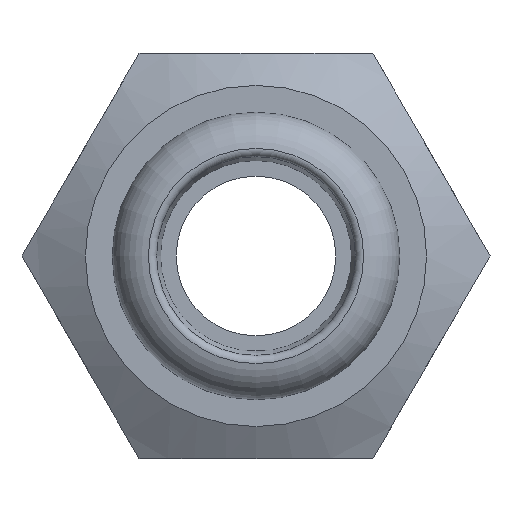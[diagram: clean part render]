
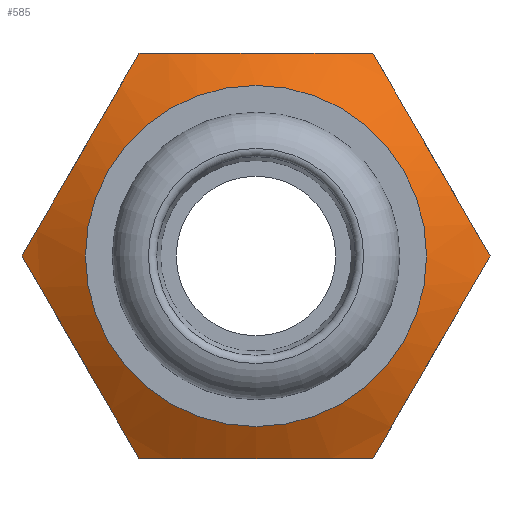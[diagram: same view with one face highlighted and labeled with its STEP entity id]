
A CAD part, front view. The second image highlights one B-rep face of the part: STEP entity #585.
In plain terms, the highlighted conical face has half-angle 60 degrees and reference radius 16.735 mm.
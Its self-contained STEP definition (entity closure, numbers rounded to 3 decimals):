
#15=(
BOUNDED_CURVE()
B_SPLINE_CURVE(2,(#973,#974,#975),.UNSPECIFIED.,.F.,.F.)
B_SPLINE_CURVE_WITH_KNOTS((3,3),(0.24,2.204),
 .UNSPECIFIED.)
CURVE()
GEOMETRIC_REPRESENTATION_ITEM()
RATIONAL_B_SPLINE_CURVE((1.044,1.206,1.044))
REPRESENTATION_ITEM('')
);
#18=(
BOUNDED_CURVE()
B_SPLINE_CURVE(2,(#988,#989,#990),.UNSPECIFIED.,.F.,.F.)
B_SPLINE_CURVE_WITH_KNOTS((3,3),(0.24,2.204),
 .UNSPECIFIED.)
CURVE()
GEOMETRIC_REPRESENTATION_ITEM()
RATIONAL_B_SPLINE_CURVE((1.044,1.206,1.044))
REPRESENTATION_ITEM('')
);
#21=(
BOUNDED_CURVE()
B_SPLINE_CURVE(2,(#1001,#1002,#1003),.UNSPECIFIED.,.F.,.F.)
B_SPLINE_CURVE_WITH_KNOTS((3,3),(0.24,2.204),
 .UNSPECIFIED.)
CURVE()
GEOMETRIC_REPRESENTATION_ITEM()
RATIONAL_B_SPLINE_CURVE((1.044,1.206,1.044))
REPRESENTATION_ITEM('')
);
#24=(
BOUNDED_CURVE()
B_SPLINE_CURVE(2,(#1014,#1015,#1016),.UNSPECIFIED.,.F.,.F.)
B_SPLINE_CURVE_WITH_KNOTS((3,3),(0.24,2.204),
 .UNSPECIFIED.)
CURVE()
GEOMETRIC_REPRESENTATION_ITEM()
RATIONAL_B_SPLINE_CURVE((1.044,1.206,1.044))
REPRESENTATION_ITEM('')
);
#27=(
BOUNDED_CURVE()
B_SPLINE_CURVE(2,(#1027,#1028,#1029),.UNSPECIFIED.,.F.,.F.)
B_SPLINE_CURVE_WITH_KNOTS((3,3),(0.24,2.204),
 .UNSPECIFIED.)
CURVE()
GEOMETRIC_REPRESENTATION_ITEM()
RATIONAL_B_SPLINE_CURVE((1.044,1.206,1.044))
REPRESENTATION_ITEM('')
);
#30=(
BOUNDED_CURVE()
B_SPLINE_CURVE(2,(#1040,#1041,#1042),.UNSPECIFIED.,.F.,.F.)
B_SPLINE_CURVE_WITH_KNOTS((3,3),(0.24,1.222),
 .UNSPECIFIED.)
CURVE()
GEOMETRIC_REPRESENTATION_ITEM()
RATIONAL_B_SPLINE_CURVE((1.044,1.125,1.125))
REPRESENTATION_ITEM('')
);
#33=(
BOUNDED_CURVE()
B_SPLINE_CURVE(2,(#1049,#1050,#1051),.UNSPECIFIED.,.F.,.F.)
B_SPLINE_CURVE_WITH_KNOTS((3,3),(1.222,2.204),
 .UNSPECIFIED.)
CURVE()
GEOMETRIC_REPRESENTATION_ITEM()
RATIONAL_B_SPLINE_CURVE((1.125,1.125,1.044))
REPRESENTATION_ITEM('')
);
#41=CONICAL_SURFACE('',#669,16.735,1.047);
#61=LINE('',#1058,#84);
#84=VECTOR('',#823,16.735);
#132=FACE_OUTER_BOUND('',#166,.T.);
#166=EDGE_LOOP('',(#496,#497,#498,#499,#500,#501,#502,#503,#504,#505,#506));
#185=CIRCLE('',#624,13.47);
#186=CIRCLE('',#625,13.47);
#232=VERTEX_POINT('',#895);
#233=VERTEX_POINT('',#896);
#262=VERTEX_POINT('',#971);
#263=VERTEX_POINT('',#972);
#266=VERTEX_POINT('',#987);
#268=VERTEX_POINT('',#1000);
#270=VERTEX_POINT('',#1013);
#272=VERTEX_POINT('',#1026);
#274=VERTEX_POINT('',#1039);
#295=EDGE_CURVE('',#232,#233,#185,.T.);
#296=EDGE_CURVE('',#233,#232,#186,.T.);
#332=EDGE_CURVE('',#262,#263,#15,.T.);
#337=EDGE_CURVE('',#263,#266,#18,.T.);
#341=EDGE_CURVE('',#268,#262,#21,.T.);
#345=EDGE_CURVE('',#266,#270,#24,.T.);
#349=EDGE_CURVE('',#270,#272,#27,.T.);
#353=EDGE_CURVE('',#272,#274,#30,.T.);
#356=EDGE_CURVE('',#274,#268,#33,.T.);
#357=EDGE_CURVE('',#274,#233,#61,.T.);
#496=ORIENTED_EDGE('',*,*,#345,.T.);
#497=ORIENTED_EDGE('',*,*,#349,.T.);
#498=ORIENTED_EDGE('',*,*,#353,.T.);
#499=ORIENTED_EDGE('',*,*,#357,.T.);
#500=ORIENTED_EDGE('',*,*,#296,.T.);
#501=ORIENTED_EDGE('',*,*,#295,.T.);
#502=ORIENTED_EDGE('',*,*,#357,.F.);
#503=ORIENTED_EDGE('',*,*,#356,.T.);
#504=ORIENTED_EDGE('',*,*,#341,.T.);
#505=ORIENTED_EDGE('',*,*,#332,.T.);
#506=ORIENTED_EDGE('',*,*,#337,.T.);
#585=ADVANCED_FACE('',(#132),#41,.T.);
#624=AXIS2_PLACEMENT_3D('',#897,#714,#715);
#625=AXIS2_PLACEMENT_3D('',#898,#716,#717);
#669=AXIS2_PLACEMENT_3D('',#1057,#821,#822);
#714=DIRECTION('center_axis',(0.,1.,0.));
#715=DIRECTION('ref_axis',(1.,0.,0.));
#716=DIRECTION('center_axis',(0.,1.,0.));
#717=DIRECTION('ref_axis',(1.,0.,0.));
#821=DIRECTION('center_axis',(0.,1.,0.));
#822=DIRECTION('ref_axis',(0.,0.,1.));
#823=DIRECTION('',(0.,-0.5,0.866));
#895=CARTESIAN_POINT('',(0.,19.,13.47));
#896=CARTESIAN_POINT('',(0.,19.,-13.47));
#897=CARTESIAN_POINT('Origin',(0.,19.,0.));
#898=CARTESIAN_POINT('Origin',(0.,19.,0.));
#971=CARTESIAN_POINT('',(18.475,21.89,0.));
#972=CARTESIAN_POINT('',(9.238,21.89,16.));
#973=CARTESIAN_POINT('Ctrl Pts',(18.475,21.89,0.));
#974=CARTESIAN_POINT('Ctrl Pts',(13.856,19.223,8.));
#975=CARTESIAN_POINT('Ctrl Pts',(9.238,21.89,16.));
#987=CARTESIAN_POINT('',(-9.238,21.89,16.));
#988=CARTESIAN_POINT('Ctrl Pts',(9.238,21.89,16.));
#989=CARTESIAN_POINT('Ctrl Pts',(0.,19.223,
16.));
#990=CARTESIAN_POINT('Ctrl Pts',(-9.238,21.89,16.));
#1000=CARTESIAN_POINT('',(9.238,21.89,-16.));
#1001=CARTESIAN_POINT('Ctrl Pts',(9.238,21.89,-16.));
#1002=CARTESIAN_POINT('Ctrl Pts',(13.856,19.223,-8.));
#1003=CARTESIAN_POINT('Ctrl Pts',(18.475,21.89,0.));
#1013=CARTESIAN_POINT('',(-18.475,21.89,0.));
#1014=CARTESIAN_POINT('Ctrl Pts',(-9.238,21.89,16.));
#1015=CARTESIAN_POINT('Ctrl Pts',(-13.856,19.223,8.));
#1016=CARTESIAN_POINT('Ctrl Pts',(-18.475,21.89,0.));
#1026=CARTESIAN_POINT('',(-9.238,21.89,-16.));
#1027=CARTESIAN_POINT('Ctrl Pts',(-18.475,21.89,0.));
#1028=CARTESIAN_POINT('Ctrl Pts',(-13.856,19.223,-8.));
#1029=CARTESIAN_POINT('Ctrl Pts',(-9.238,21.89,-16.));
#1039=CARTESIAN_POINT('',(0.,20.461,-16.));
#1040=CARTESIAN_POINT('Ctrl Pts',(-9.238,21.89,-16.));
#1041=CARTESIAN_POINT('Ctrl Pts',(-4.287,20.461,-16.));
#1042=CARTESIAN_POINT('Ctrl Pts',(0.,20.461,
-16.));
#1049=CARTESIAN_POINT('Ctrl Pts',(0.,20.461,
-16.));
#1050=CARTESIAN_POINT('Ctrl Pts',(4.287,20.461,-16.));
#1051=CARTESIAN_POINT('Ctrl Pts',(9.238,21.89,-16.));
#1057=CARTESIAN_POINT('Origin',(0.,20.885,0.));
#1058=CARTESIAN_POINT('',(0.,20.885,-16.735));
